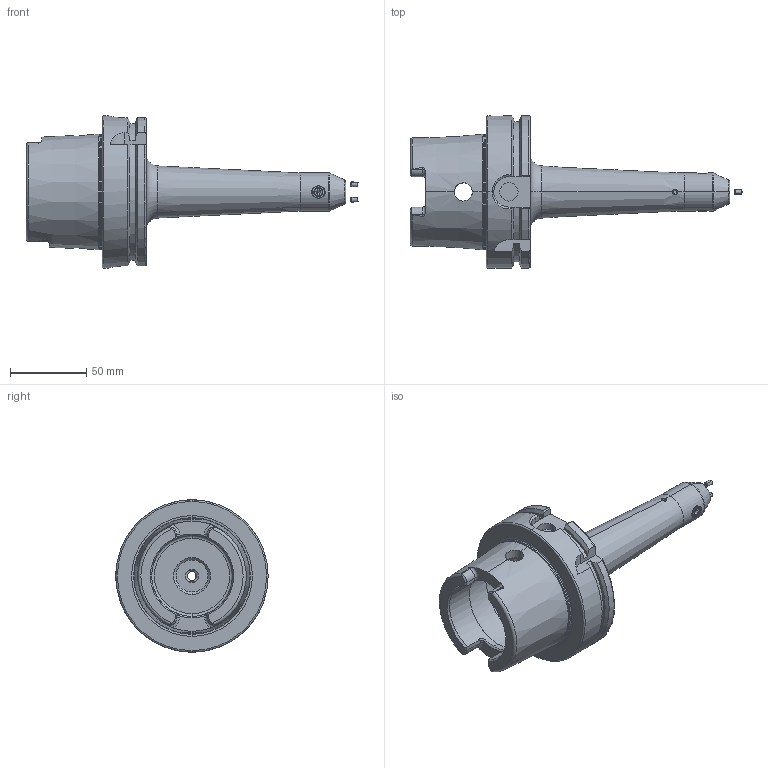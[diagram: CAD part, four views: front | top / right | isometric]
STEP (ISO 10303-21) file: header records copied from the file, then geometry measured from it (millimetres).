
FILE_DESCRIPTION (( 'STEP AP203' ), '1' );
FILE_NAME ('91100A-WK06160.STEP', '2022-07-19T12:27:10', ( '' ), ( '' ), 'SwSTEP 2.0', 'SolidWorks 2018', '' );
FILE_SCHEMA (( 'CONFIG_CONTROL_DESIGN' ));
Length unit declared in the file: millimetre
Products named in the file (6): HSKA100EK06160WW; GS-M6X10-DIN1835-B; GS-M4X4_DIN 913 - M4 x 4-N; GS-M3X5; 91100A-WK06160
Assembly tree (7 placements, depth 3):
  91100A-WK06160
    HSKA100EK06160WW
      HSKA100EK06160WW
      GS-M6X10-DIN1835-B
      GS-M4X4_DIN 913 - M4 x 4-N  x2
      GS-M3X5  x2
Bounding box: 218 x 100 x 100 mm (x, y, z)
Volume: 333317.6 mm3; surface area: 65078.4 mm2
Topology: 6 solids, 6 shells, 358 faces, 893 edges, 540 vertices
Faces by surface type: cone 115, plane 110, cylinder 88, torus 33, bspline 10, sphere 2
Entity records: 10968 total; most frequent: CARTESIAN_POINT 3530, ORIENTED_EDGE 1434, DIRECTION 1424, EDGE_CURVE 717, AXIS2_PLACEMENT_3D 567, VERTEX_POINT 435, EDGE_LOOP 304, LINE 290
